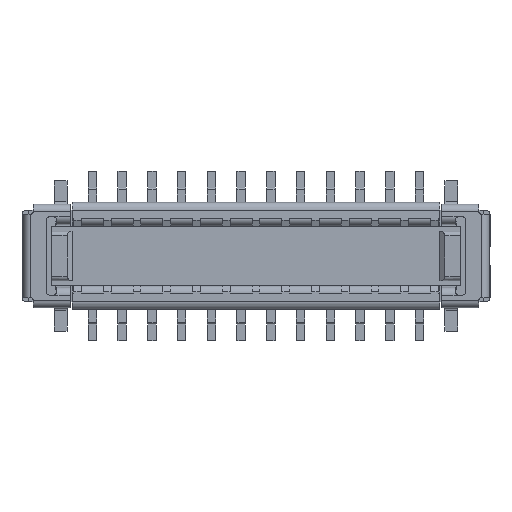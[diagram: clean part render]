
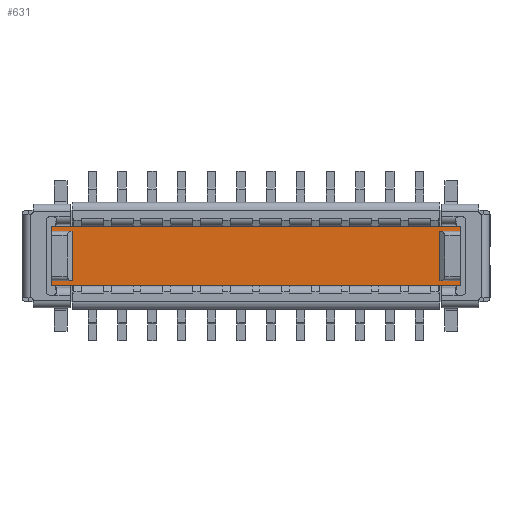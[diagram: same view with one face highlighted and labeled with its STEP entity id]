
A CAD part, top view. The second image highlights one B-rep face of the part: STEP entity #631.
In plain terms, the highlighted planar face has unit normal (0, 0, 1).
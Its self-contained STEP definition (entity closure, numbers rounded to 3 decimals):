
#631=ADVANCED_FACE('',(#2075),#1381,.F.);
#1381=PLANE('',#15787);
#2075=FACE_OUTER_BOUND('',#2861,.T.);
#2861=EDGE_LOOP('',(#4980,#4981,#4982,#4983,#4984,#4985,#4986,#4987,#4988,
#4989,#4990,#4991));
#4980=ORIENTED_EDGE('',*,*,#10601,.T.);
#4981=ORIENTED_EDGE('',*,*,#10228,.F.);
#4982=ORIENTED_EDGE('',*,*,#10602,.T.);
#4983=ORIENTED_EDGE('',*,*,#10603,.T.);
#4984=ORIENTED_EDGE('',*,*,#10604,.T.);
#4985=ORIENTED_EDGE('',*,*,#10605,.F.);
#4986=ORIENTED_EDGE('',*,*,#10606,.T.);
#4987=ORIENTED_EDGE('',*,*,#10249,.F.);
#4988=ORIENTED_EDGE('',*,*,#10607,.T.);
#4989=ORIENTED_EDGE('',*,*,#10608,.F.);
#4990=ORIENTED_EDGE('',*,*,#10609,.F.);
#4991=ORIENTED_EDGE('',*,*,#10610,.T.);
#8656=VERTEX_POINT('',#22396);
#8657=VERTEX_POINT('',#22398);
#8674=VERTEX_POINT('',#22436);
#8675=VERTEX_POINT('',#22438);
#8888=VERTEX_POINT('',#23035);
#8889=VERTEX_POINT('',#23037);
#8890=VERTEX_POINT('',#23039);
#8891=VERTEX_POINT('',#23041);
#8892=VERTEX_POINT('',#23043);
#8893=VERTEX_POINT('',#23046);
#8894=VERTEX_POINT('',#23048);
#8895=VERTEX_POINT('',#23050);
#10228=EDGE_CURVE('',#8656,#8657,#12366,.T.);
#10249=EDGE_CURVE('',#8674,#8675,#12387,.T.);
#10601=EDGE_CURVE('',#8888,#8657,#12722,.T.);
#10602=EDGE_CURVE('',#8656,#8889,#12723,.T.);
#10603=EDGE_CURVE('',#8889,#8890,#12724,.T.);
#10604=EDGE_CURVE('',#8890,#8891,#12725,.T.);
#10605=EDGE_CURVE('',#8892,#8891,#12726,.T.);
#10606=EDGE_CURVE('',#8892,#8675,#12727,.T.);
#10607=EDGE_CURVE('',#8674,#8893,#12728,.T.);
#10608=EDGE_CURVE('',#8894,#8893,#12729,.T.);
#10609=EDGE_CURVE('',#8895,#8894,#12730,.T.);
#10610=EDGE_CURVE('',#8895,#8888,#12731,.T.);
#12366=LINE('',#22397,#14318);
#12387=LINE('',#22437,#14339);
#12722=LINE('',#23034,#14674);
#12723=LINE('',#23036,#14675);
#12724=LINE('',#23038,#14676);
#12725=LINE('',#23040,#14677);
#12726=LINE('',#23042,#14678);
#12727=LINE('',#23044,#14679);
#12728=LINE('',#23045,#14680);
#12729=LINE('',#23047,#14681);
#12730=LINE('',#23049,#14682);
#12731=LINE('',#23051,#14683);
#14318=VECTOR('',#17831,1.);
#14339=VECTOR('',#17854,1.);
#14674=VECTOR('',#18287,1.);
#14675=VECTOR('',#18288,1.);
#14676=VECTOR('',#18289,1.);
#14677=VECTOR('',#18290,1.);
#14678=VECTOR('',#18291,1.);
#14679=VECTOR('',#18292,1.);
#14680=VECTOR('',#18293,1.);
#14681=VECTOR('',#18294,1.);
#14682=VECTOR('',#18295,1.);
#14683=VECTOR('',#18296,1.);
#15787=AXIS2_PLACEMENT_3D('',#23052,#18297,#18298);
#17831=DIRECTION('',(1.,0.,0.));
#17854=DIRECTION('',(-1.,0.,0.));
#18287=DIRECTION('',(0.,1.,0.));
#18288=DIRECTION('',(0.,-1.,0.));
#18289=DIRECTION('',(1.,0.,0.));
#18290=DIRECTION('',(0.,-1.,0.));
#18291=DIRECTION('',(1.,0.,0.));
#18292=DIRECTION('',(0.,-1.,0.));
#18293=DIRECTION('',(0.,1.,0.));
#18294=DIRECTION('',(1.,0.,0.));
#18295=DIRECTION('',(0.,-1.,0.));
#18296=DIRECTION('',(1.,0.,0.));
#18297=DIRECTION('',(0.,0.,-1.));
#18298=DIRECTION('',(-1.,0.,0.));
#22396=CARTESIAN_POINT('',(-2.405,0.35,0.1));
#22397=CARTESIAN_POINT('',(-2.405,0.35,0.1));
#22398=CARTESIAN_POINT('',(2.405,0.35,0.1));
#22436=CARTESIAN_POINT('',(2.405,-0.35,0.1));
#22437=CARTESIAN_POINT('',(2.405,-0.35,0.1));
#22438=CARTESIAN_POINT('',(-2.405,-0.35,0.1));
#23034=CARTESIAN_POINT('',(2.405,0.35,0.1));
#23035=CARTESIAN_POINT('',(2.405,0.29,0.1));
#23036=CARTESIAN_POINT('',(-2.405,-0.35,0.1));
#23037=CARTESIAN_POINT('',(-2.405,0.29,0.1));
#23038=CARTESIAN_POINT('',(-2.405,0.29,0.1));
#23039=CARTESIAN_POINT('',(-2.165,0.29,0.1));
#23040=CARTESIAN_POINT('',(-2.165,0.29,0.1));
#23041=CARTESIAN_POINT('',(-2.165,-0.29,0.1));
#23042=CARTESIAN_POINT('',(-2.405,-0.29,0.1));
#23043=CARTESIAN_POINT('',(-2.405,-0.29,0.1));
#23044=CARTESIAN_POINT('',(-2.405,-0.35,0.1));
#23045=CARTESIAN_POINT('',(2.405,0.35,0.1));
#23046=CARTESIAN_POINT('',(2.405,-0.29,0.1));
#23047=CARTESIAN_POINT('',(2.165,-0.29,0.1));
#23048=CARTESIAN_POINT('',(2.165,-0.29,0.1));
#23049=CARTESIAN_POINT('',(2.165,0.29,0.1));
#23050=CARTESIAN_POINT('',(2.165,0.29,0.1));
#23051=CARTESIAN_POINT('',(2.165,0.29,0.1));
#23052=CARTESIAN_POINT('',(0.,0.,0.1));
